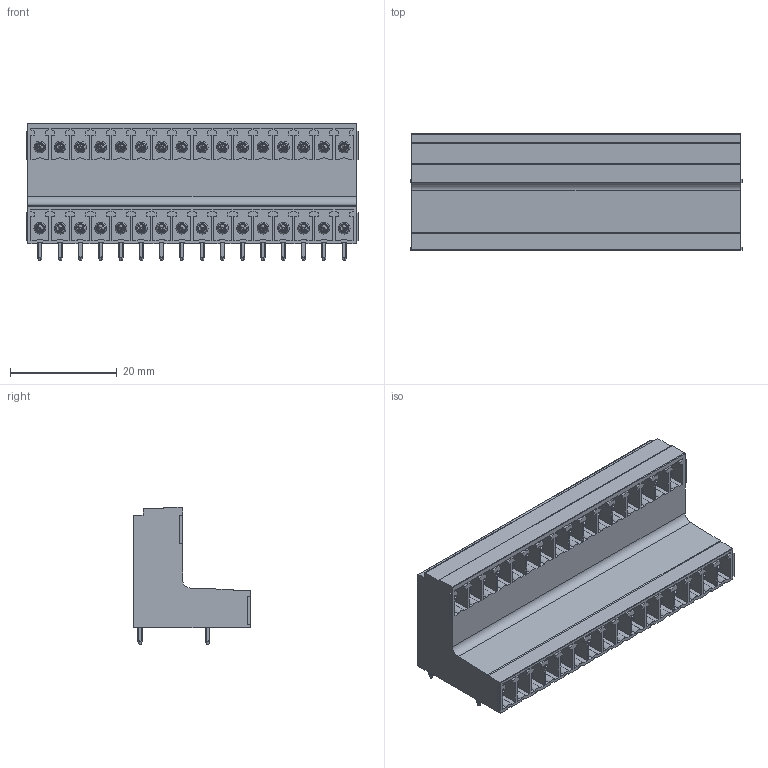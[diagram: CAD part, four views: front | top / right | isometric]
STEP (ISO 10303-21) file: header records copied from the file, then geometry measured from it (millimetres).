
FILE_DESCRIPTION(('CATIA V5 STEP Exchange','CAx-IF Rec.Pracs.--- Model Styling and Organization---1.2---2011-12-15'),'2;1');
FILE_NAME ('D1447272_0_1033640000_1033640000.stp','2018-10-05T10:48:38+00:00',('none'),('Weidmueller'),'CATIA Version 5-6 Release 2014','CATIA V5 STEP AP214','none');
FILE_SCHEMA(('AUTOMOTIVE_DESIGN { 1 0 10303 214 1 1 1 1 }'));
Products named in the file (1): 1033640000
Bounding box: 62.35 x 21.9 x 25.9 mm (x, y, z)
Volume: 12749.8 mm3; surface area: 15138.7 mm2
Topology: 33 solids, 33 shells, 2116 faces, 5744 edges, 3758 vertices
Faces by surface type: plane 1325, cylinder 535, cone 192, torus 64
Entity records: 65963 total; most frequent: CARTESIAN_POINT 18258, ORIENTED_EDGE 11488, DIRECTION 6938, EDGE_CURVE 5744, VECTOR 4002, LINE 4002, VERTEX_POINT 3758, EDGE_LOOP 2244
